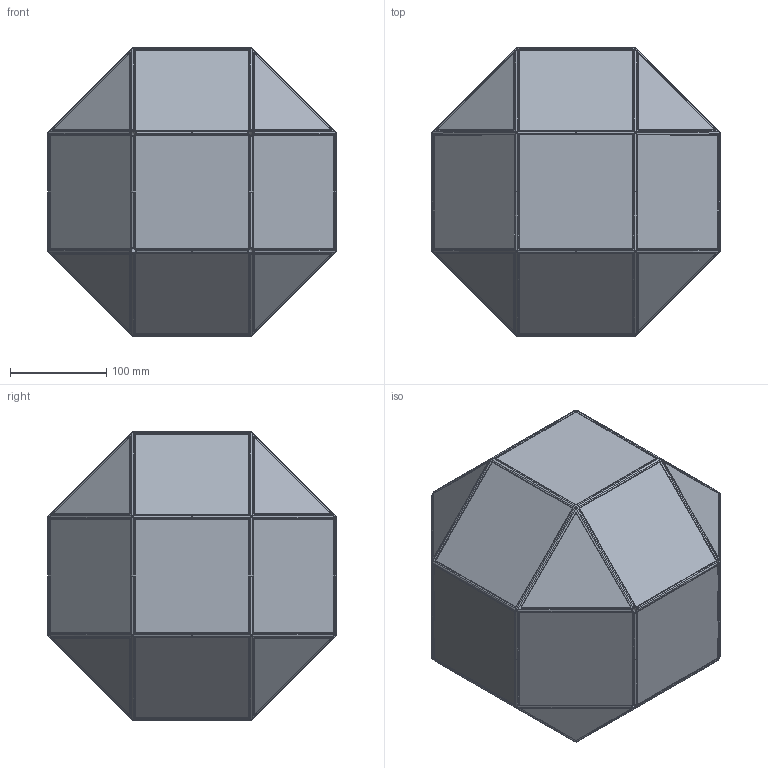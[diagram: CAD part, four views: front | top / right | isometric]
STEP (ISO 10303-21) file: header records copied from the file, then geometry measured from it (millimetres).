
FILE_DESCRIPTION(/* description */ (''),/* implementation_level */ '2;1');
FILE_NAME(/* name */ 'rotating solid.step',/* time_stamp */ '2022-08-13T07:33:58+02:00',/* author */ (''),/* organization */ (''),/* preprocessor_version */ 'ST-DEVELOPER v19',/* originating_system */ 'Autodesk Translation Framework v11.7.0.108',/* authorisation */ '');
FILE_SCHEMA (('AUTOMOTIVE_DESIGN { 1 0 10303 214 3 1 1 }'));
Products named in the file (15): rotating device; solid sections; SolidSection; SolidSection(Mirror); SolidSection(Mirror) (1); SolidSection(Mirror)(Mirror); SolidSection(Mirror) (2); SolidSection(Mirror)(Mirror) (1); SolidSection(Mirror) (1)(Mirror); SolidSection(Mirror)(Mirror)(Mirror); rektangular mirror; rectangular mirrror; triangular mirrors; triangular mirror; triangular mirror(Mirror)
Assembly tree (36 placements, depth 3):
  rotating device
    solid sections
      SolidSection
      SolidSection(Mirror)
      SolidSection(Mirror) (1)
      SolidSection(Mirror)(Mirror)
      SolidSection(Mirror) (2)
      SolidSection(Mirror)(Mirror) (1)
      SolidSection(Mirror) (1)(Mirror)
      SolidSection(Mirror)(Mirror)(Mirror)
    rektangular mirror
      rectangular mirrror  x17
    triangular mirrors
      triangular mirror  x4
      triangular mirror(Mirror)  x4
Bounding box: 300 x 300 x 300 mm (x, y, z)
Volume: 11112481.6 mm3; surface area: 1367672.7 mm2
Topology: 33 solids, 33 shells, 1706 faces, 4160 edges, 2480 vertices
Faces by surface type: plane 846, cylinder 460, bspline 168, cone 152, sphere 64, torus 16
Full cylindrical faces by diameter (mm): 5 x8, 8.5 x24, 10.891 x8
Entity records: 52973 total; most frequent: CARTESIAN_POINT 17550, ORIENTED_EDGE 7288, DIRECTION 7284, EDGE_CURVE 3644, AXIS2_PLACEMENT_3D 2554, LINE 2176, VECTOR 2176, VERTEX_POINT 2160
